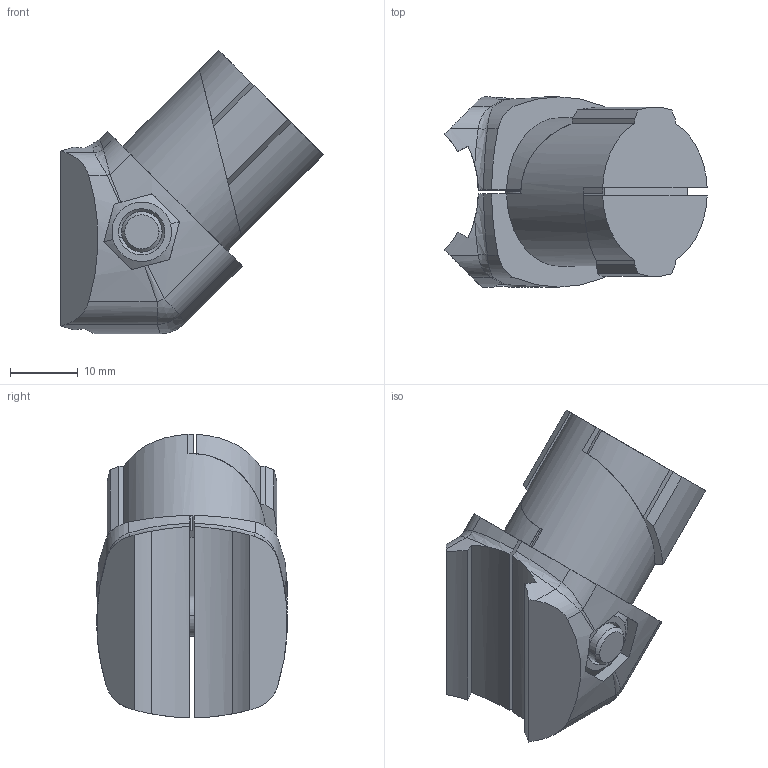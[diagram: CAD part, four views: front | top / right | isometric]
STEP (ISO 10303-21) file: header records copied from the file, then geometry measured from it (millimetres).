
FILE_DESCRIPTION(/* description */ (''),/* implementation_level */ '2;1');
FILE_NAME(/* name */ '41D-145-0.stp',/* time_stamp */ '2022-07-21T10:53:21-04:00',/* author */ ('aorselli'),/* organization */ (''),/* preprocessor_version */ 'ST-DEVELOPER v18.1',/* originating_system */ 'AutoCAD Mechanical',/* authorisation */ '');
FILE_SCHEMA (('AUTOMOTIVE_DESIGN { 1 0 10303 214 3 1 1 }'));
Length unit declared in the file: millimetre
Products named in the file (1): 41D-145-0
Bounding box: 38.63 x 28.02 x 41.71 mm (x, y, z)
Volume: 1351.9 mm3; surface area: 8626.6 mm2
Topology: 2 solids, 5 shells, 128 faces, 334 edges, 216 vertices
Faces by surface type: plane 57, cylinder 47, cone 12, bspline 10, sphere 2
Entity records: 4537 total; most frequent: CARTESIAN_POINT 1502, ORIENTED_EDGE 664, DIRECTION 572, EDGE_CURVE 332, VERTEX_POINT 216, AXIS2_PLACEMENT_3D 208, LINE 156, VECTOR 156
